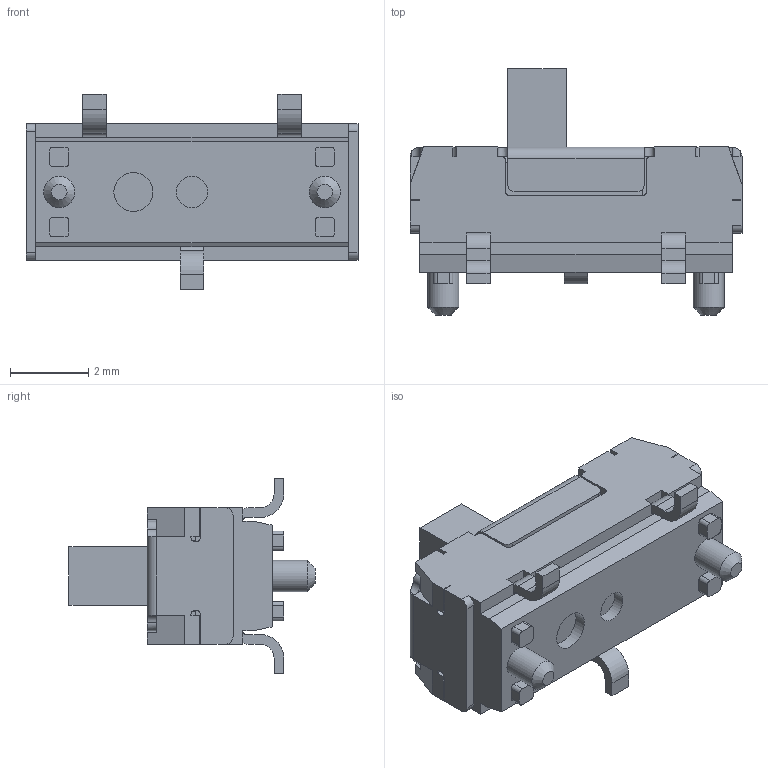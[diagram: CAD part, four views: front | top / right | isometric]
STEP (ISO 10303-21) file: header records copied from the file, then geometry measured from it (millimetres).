
FILE_DESCRIPTION(/* description */ ('STEP AP242','CAx-IF Rec.Pracs.---Representation and Presentation of Product Manufacturing Information (PMI)---4.0---2014-10-13','CAx-IF Rec.Pracs.---3D Tessellated Geometry---0.4---2014-09-14','2;1'),/* implementation_level */ '2;1');
FILE_NAME(/* name */ 'CL-SB-12B-01T',/* time_stamp */ '2024-05-14T13:42:51+02:00',/* author */ ('License CC BY-ND 4.0'),/* organization */ ('CADENAS'),/* preprocessor_version */ 'ST-DEVELOPER v19.3',/* originating_system */ 'PARTsolutions',/* authorisation */ ' ');
FILE_SCHEMA (('AP242_MANAGED_MODEL_BASED_3D_ENGINEERING_MIM_LF { 1 0 10303 442 1 1 4 }'));
Length unit declared in the file: millimetre
Products named in the file (3): CL-SB-12B-01T; 12B-01_c; 2Top setting_s
Assembly tree (2 placements, depth 2):
  CL-SB-12B-01T
    12B-01_c
    2Top setting_s
Bounding box: 8.5 x 6.3 x 5 mm (x, y, z)
Volume: 84.5 mm3; surface area: 272.9 mm2
Topology: 2 solids, 2 shells, 280 faces, 812 edges, 528 vertices
Faces by surface type: plane 199, cylinder 79, cone 2
Full cylindrical faces by diameter (mm): 0.8 x3, 1 x1
Entity records: 10937 total; most frequent: CARTESIAN_POINT 1633, ORIENTED_EDGE 1612, DIRECTION 1541, EDGE_CURVE 806, LINE 629, VECTOR 629, VERTEX_POINT 528, AXIS2_PLACEMENT_3D 456
